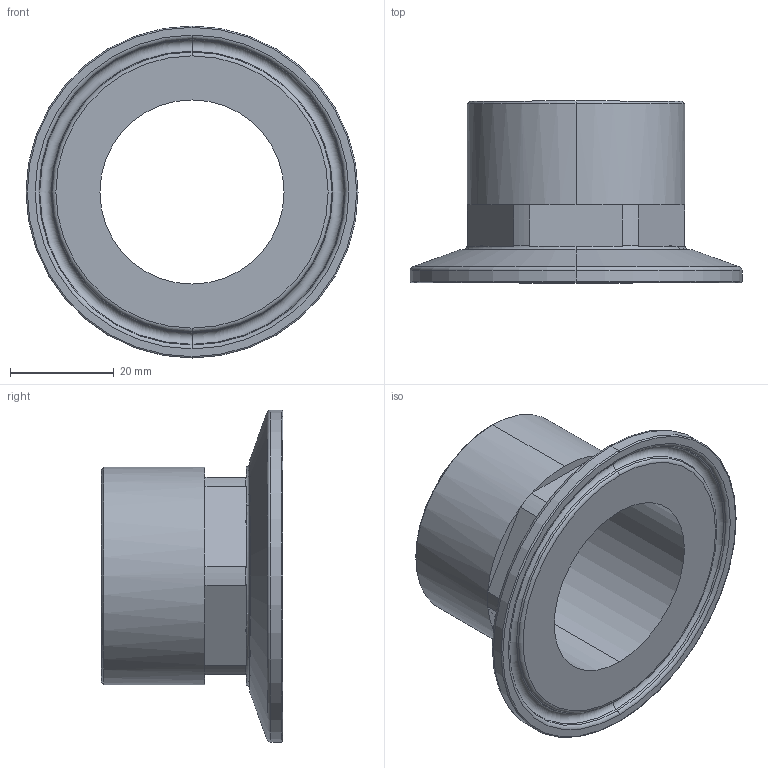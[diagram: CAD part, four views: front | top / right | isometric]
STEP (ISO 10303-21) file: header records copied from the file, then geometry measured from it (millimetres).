
FILE_DESCRIPTION (( 'STEP AP203' ), '1' );
FILE_NAME ('106.1250.064.STEP', '2024-01-15T15:44:56', ( '' ), ( '' ), 'SwSTEP 2.0', 'SolidWorks 2023', '' );
FILE_SCHEMA (( 'CONFIG_CONTROL_DESIGN' ));
Length unit declared in the file: millimetre
Products named in the file (1): 106.1250.064
Bounding box: 64 x 35 x 64 mm (x, y, z)
Volume: 20523.9 mm3; surface area: 13195.5 mm2
Topology: 1 solids, 1 shells, 66 faces, 160 edges, 98 vertices
Faces by surface type: plane 32, torus 14, cylinder 12, cone 8
Entity records: 2043 total; most frequent: CARTESIAN_POINT 385, DIRECTION 360, ORIENTED_EDGE 320, EDGE_CURVE 160, AXIS2_PLACEMENT_3D 153, VERTEX_POINT 98, CIRCLE 86, EDGE_LOOP 70
